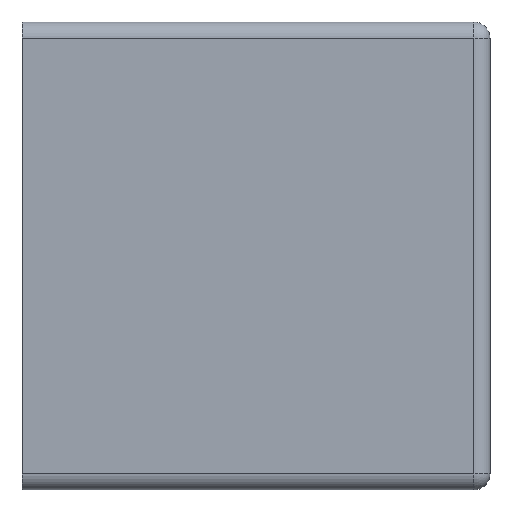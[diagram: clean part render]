
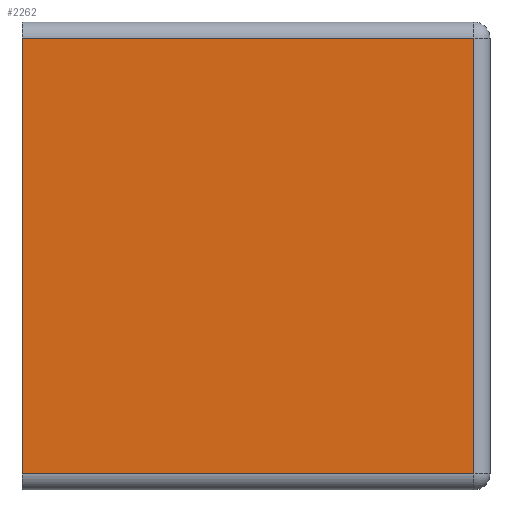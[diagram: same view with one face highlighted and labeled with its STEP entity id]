
A CAD part, left-side view. The second image highlights one B-rep face of the part: STEP entity #2262.
In plain terms, the highlighted planar face has unit normal (-1, 0, 0).
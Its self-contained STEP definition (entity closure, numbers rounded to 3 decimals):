
#294=FACE_OUTER_BOUND('',#448,.T.);
#448=EDGE_LOOP('',(#1799,#1800,#1801,#1802));
#687=LINE('',#3667,#902);
#688=LINE('',#3669,#903);
#689=LINE('',#3671,#904);
#690=LINE('',#3672,#905);
#902=VECTOR('',#2949,193.);
#903=VECTOR('',#2950,186.);
#904=VECTOR('',#2951,193.);
#905=VECTOR('',#2952,186.);
#1097=VERTEX_POINT('',#3665);
#1098=VERTEX_POINT('',#3666);
#1099=VERTEX_POINT('',#3668);
#1100=VERTEX_POINT('',#3670);
#1349=EDGE_CURVE('',#1097,#1098,#687,.F.);
#1350=EDGE_CURVE('',#1098,#1099,#688,.F.);
#1351=EDGE_CURVE('',#1099,#1100,#689,.T.);
#1352=EDGE_CURVE('',#1100,#1097,#690,.T.);
#1799=ORIENTED_EDGE('',*,*,#1349,.T.);
#1800=ORIENTED_EDGE('',*,*,#1350,.T.);
#1801=ORIENTED_EDGE('',*,*,#1351,.T.);
#1802=ORIENTED_EDGE('',*,*,#1352,.T.);
#2172=PLANE('',#2451);
#2262=ADVANCED_FACE('',(#294),#2172,.F.);
#2451=AXIS2_PLACEMENT_3D('',#3664,#2947,#2948);
#2947=DIRECTION('center_axis',(1.,0.,0.));
#2948=DIRECTION('ref_axis',(0.,-1.,0.));
#2949=DIRECTION('',(0.,1.,0.));
#2950=DIRECTION('',(0.,0.,-1.));
#2951=DIRECTION('',(0.,1.,0.));
#2952=DIRECTION('',(0.,0.,-1.));
#3664=CARTESIAN_POINT('Origin',(-200.,-200.,0.));
#3665=CARTESIAN_POINT('',(-200.,0.,-193.));
#3666=CARTESIAN_POINT('',(-200.,-193.,-193.));
#3667=CARTESIAN_POINT('',(-200.,-193.,-193.));
#3668=CARTESIAN_POINT('',(-200.,-193.,-7.));
#3669=CARTESIAN_POINT('',(-200.,-193.,-7.));
#3670=CARTESIAN_POINT('',(-200.,0.,-7.));
#3671=CARTESIAN_POINT('',(-200.,-193.,-7.));
#3672=CARTESIAN_POINT('',(-200.,0.,-7.));
